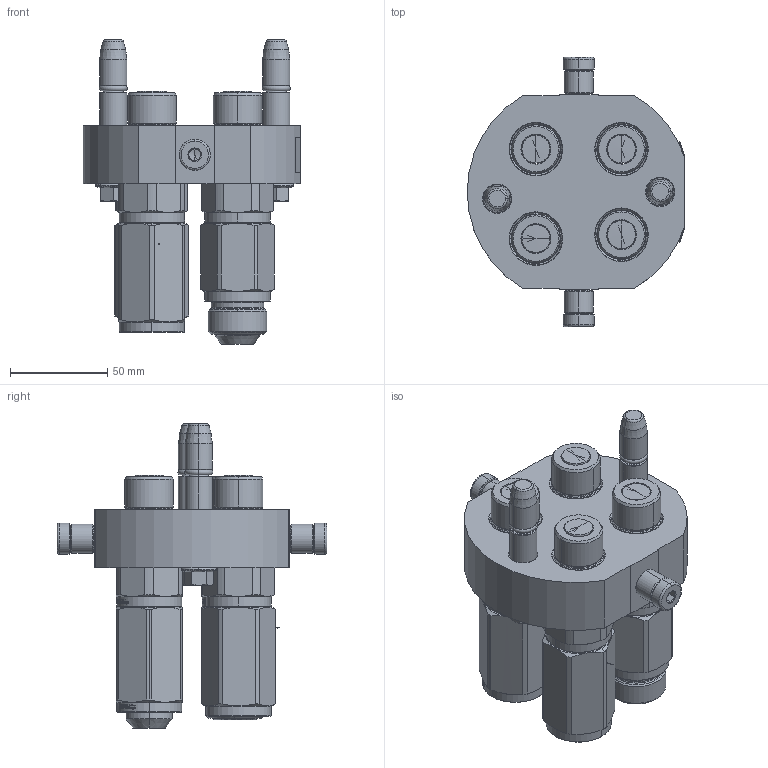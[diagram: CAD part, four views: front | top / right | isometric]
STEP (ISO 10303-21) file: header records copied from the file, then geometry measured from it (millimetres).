
FILE_DESCRIPTION (( 'STEP AP214' ), '1' );
FILE_NAME ('FASTER.step', '2023-08-16T19:27:16', ( '' ), ( '' ), 'SwSTEP 2.0', 'SolidWorks 2017', '' );
FILE_SCHEMA (( 'AUTOMOTIVE_DESIGN' ));
Length unit declared in the file: millimetre
Products named in the file (17): 3ffnp1213_34sm; or2_62x9_19_m; 3ffnp1211_34sm; 3ffnp12-34s_m; 4830_013_3000_030; 3ffnp12-12s_m; 4830_010_0000_022; P508_M_BASE; et002_piegata; 1540_080_0008_000; 4830_021_0000_000; FASTER; 4830_028_1000_011
Assembly tree (21 placements, depth 3):
  FASTER
    P508_M_BASE
      4830_010_0000_022
      4830_013_3000_030  x2
      4830_028_1000_011  x2
      4830_021_0000_000  x2
      1540_080_0008_000  x2
      or2_62x9_19_m  x2
    3ffnp12-12s_m
      3ffnp12-12s_m
    3ffnp12-34s_m
      3ffnp12-34s_m
    3ffnp1213_34sm
      3ffnp1213_34sm
    3ffnp1211_34sm
      3ffnp1211_34sm
    et002_piegata
Bounding box: 111.8 x 138.6 x 156.3 mm (x, y, z)
Volume: 2874.1 mm3; surface area: 133143.1 mm2
Topology: 5 solids, 57 shells, 1990 faces, 5989 edges, 3957 vertices
Faces by surface type: plane 1004, cylinder 360, cone 357, bspline 139, torus 130
Entity records: 83519 total; most frequent: CARTESIAN_POINT 24014, ORIENTED_EDGE 9840, DIRECTION 9022, EDGE_CURVE 5593, VERTEX_POINT 3733, VECTOR 3114, LINE 3114, AXIS2_PLACEMENT_3D 2954
